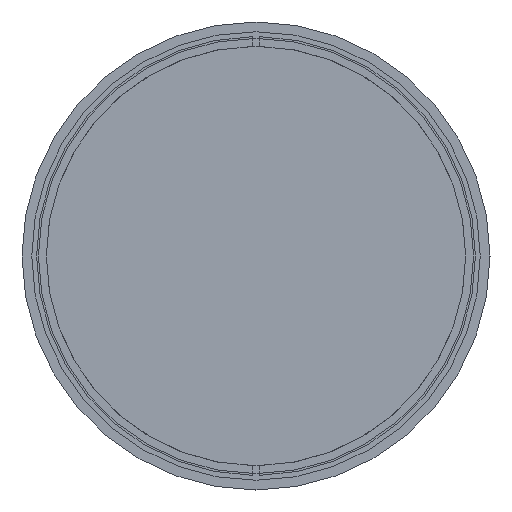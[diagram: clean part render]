
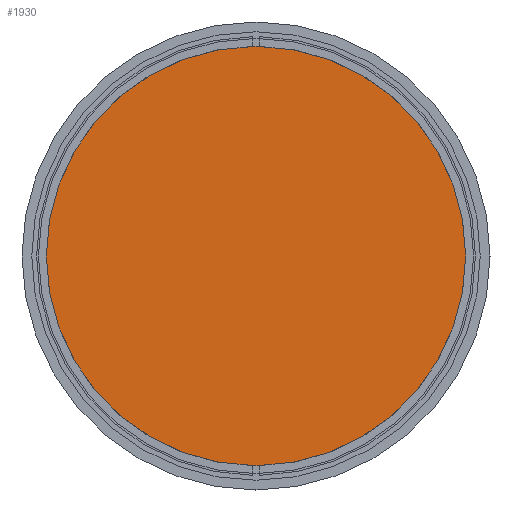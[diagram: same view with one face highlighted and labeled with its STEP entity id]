
A CAD part, left-side view. The second image highlights one B-rep face of the part: STEP entity #1930.
In plain terms, the highlighted planar face has unit normal (-1, 0, 0).
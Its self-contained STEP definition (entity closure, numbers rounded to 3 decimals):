
#208 = CARTESIAN_POINT ( 'NONE',  ( 0., 0., 0. ) ) ;
#290 = AXIS2_PLACEMENT_3D ( 'NONE', #208, #2385, #814 ) ;
#535 = DIRECTION ( 'NONE',  ( 1., 0., 0. ) ) ;
#558 = EDGE_CURVE ( 'NONE', #1258, #1892, #2059, .T. ) ;
#587 = AXIS2_PLACEMENT_3D ( 'NONE', #1901, #535, #2058 ) ;
#650 = EDGE_CURVE ( 'NONE', #1892, #1258, #1853, .T. ) ;
#720 = EDGE_LOOP ( 'NONE', ( #1840, #1237 ) ) ;
#735 = PLANE ( 'NONE',  #587 ) ;
#746 = FACE_OUTER_BOUND ( 'NONE', #720, .T. ) ;
#814 = DIRECTION ( 'NONE',  ( 0., 0., 1. ) ) ;
#818 = DIRECTION ( 'NONE',  ( -1., 0., 0. ) ) ;
#1028 = CARTESIAN_POINT ( 'NONE',  ( 0., 0., 43.788 ) ) ;
#1144 = CARTESIAN_POINT ( 'NONE',  ( 0., 0., 0. ) ) ;
#1237 = ORIENTED_EDGE ( 'NONE', *, *, #558, .T. ) ;
#1258 = VERTEX_POINT ( 'NONE', #1882 ) ;
#1840 = ORIENTED_EDGE ( 'NONE', *, *, #650, .T. ) ;
#1853 = CIRCLE ( 'NONE', #290, 43.788 ) ;
#1882 = CARTESIAN_POINT ( 'NONE',  ( 0., 0., -43.788 ) ) ;
#1892 = VERTEX_POINT ( 'NONE', #1028 ) ;
#1901 = CARTESIAN_POINT ( 'NONE',  ( 0., 0., 0. ) ) ;
#1930 = ADVANCED_FACE ( 'NONE', ( #746 ), #735, .F. ) ;
#1946 = AXIS2_PLACEMENT_3D ( 'NONE', #1144, #818, #2781 ) ;
#2058 = DIRECTION ( 'NONE',  ( 0., 0., -1. ) ) ;
#2059 = CIRCLE ( 'NONE', #1946, 43.788 ) ;
#2385 = DIRECTION ( 'NONE',  ( -1., 0., 0. ) ) ;
#2781 = DIRECTION ( 'NONE',  ( 0., 0., 1. ) ) ;
